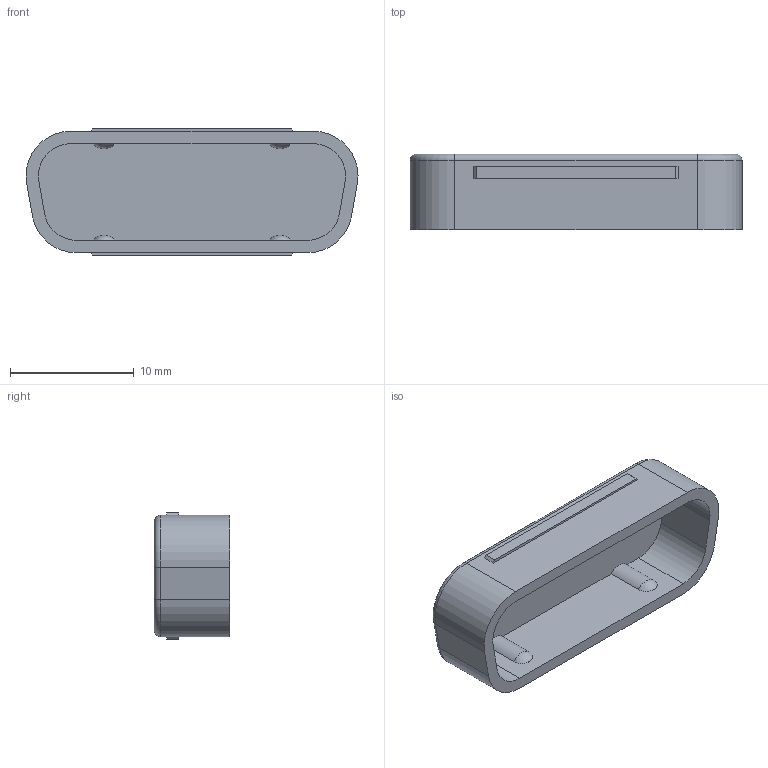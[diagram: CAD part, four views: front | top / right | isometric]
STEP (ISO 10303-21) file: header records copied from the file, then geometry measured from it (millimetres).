
FILE_DESCRIPTION(/* description */ ('Unknown'),/* implementation_level */ '2;1');
FILE_NAME(/* name */ '726181101',/* time_stamp */ '2019-01-18T12:07:08+01:00',/* author */ ('Unknown'),/* organization */ ('Unknown'),/* preprocessor_version */ 'ST-DEVELOPER v16.7',/* originating_system */ 'DEX',/* authorisation */ $);
FILE_SCHEMA (('AUTOMOTIVE_DESIGN {1 0 10303 214 3 1 1}'));
Length unit declared in the file: millimetre
Products named in the file (1): 726181101
Bounding box: 26.8 x 6.1 x 10.2 mm (x, y, z)
Volume: 579.2 mm3; surface area: 1204.8 mm2
Topology: 1 solids, 1 shells, 45 faces, 122 edges, 78 vertices
Faces by surface type: plane 21, cylinder 16, torus 4, sphere 4
Entity records: 1372 total; most frequent: DIRECTION 244, CARTESIAN_POINT 230, ORIENTED_EDGE 224, EDGE_CURVE 112, AXIS2_PLACEMENT_3D 86, VERTEX_POINT 72, LINE 72, VECTOR 72
